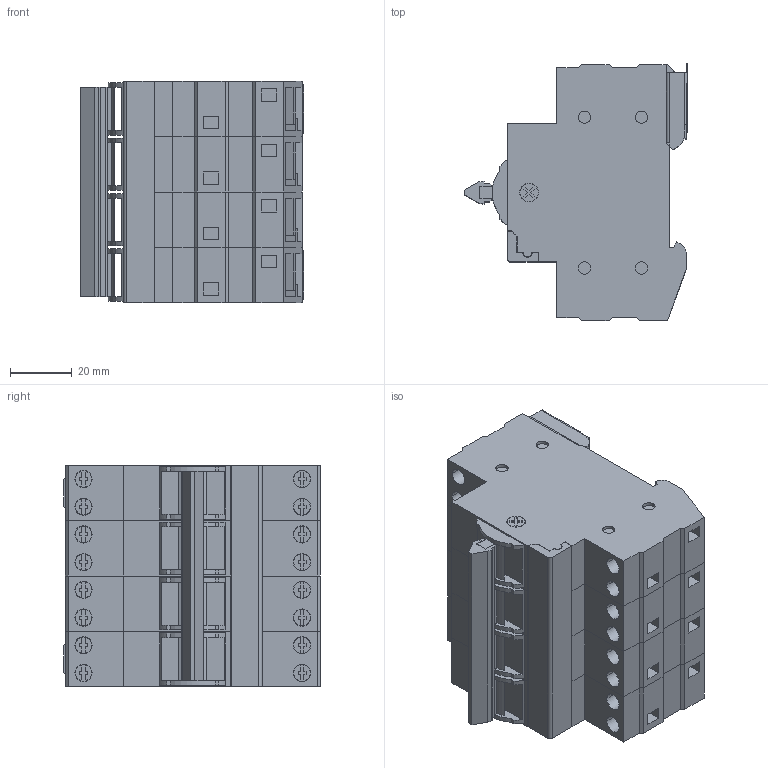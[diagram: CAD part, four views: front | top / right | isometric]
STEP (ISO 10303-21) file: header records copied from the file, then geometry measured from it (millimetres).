
FILE_DESCRIPTION (( 'STEP AP203' ), '1' );
FILE_NAME ('Òðåõïîçèöèîííûé ïåðåêëþ÷àòåëü EKF PROxima 4P.STEP', '2022-12-05T08:30:46', ( '' ), ( '' ), 'SwSTEP 2.0', 'SolidWorks 2021', '' );
FILE_SCHEMA (( 'CONFIG_CONTROL_DESIGN' ));
Length unit declared in the file: millimetre
Products named in the file (11): _____4.STEP_00; ___________ ____________(4_________).STEP_00; Òðåõïîçèöèîííûé ïåðåêëþ÷àòåëü EKF PROxima 4P; _______________ _____________ EKF Basic 1P___-1.STEP_00; _______________ _____________ EKF Basic 1P___-2.STEP_00; _______________ _____________ EKF Basic 1P___-3.STEP_00; _______.STEP_00; ______(04).STEP_00; _______________ _____________ EKF Basic 1P___.STEP_00; ______ _____(02).STEP_00; _______________ _____________.STEP_00
Assembly tree (30 placements, depth 3):
  Òðåõïîçèöèîííûé ïåðåêëþ÷àòåëü EKF PROxima 4P
    _______________ _____________ EKF Basic 1P___.STEP_00
      _______________ _____________.STEP_00
      ______ _____(02).STEP_00  x4
      _____4.STEP_00
      _______.STEP_00
    _______________ _____________ EKF Basic 1P___-1.STEP_00
      _______________ _____________.STEP_00
      ______ _____(02).STEP_00  x4
    _______________ _____________ EKF Basic 1P___-2.STEP_00
      _______________ _____________.STEP_00
      ______ _____(02).STEP_00  x4
    _______________ _____________ EKF Basic 1P___-3.STEP_00
      _______________ _____________.STEP_00
      ______ _____(02).STEP_00  x4
      _____4.STEP_00
      _______.STEP_00
    ___________ ____________(4_________).STEP_00
    ______(04).STEP_00
Bounding box: 72.5 x 83.5 x 72 mm (x, y, z)
Volume: 273611.7 mm3; surface area: 71874.2 mm2
Topology: 26 solids, 26 shells, 1284 faces, 3320 edges, 2176 vertices
Faces by surface type: plane 1025, cylinder 255, bspline 4
Entity records: 12966 total; most frequent: CARTESIAN_POINT 2855, DIRECTION 1761, ORIENTED_EDGE 1722, EDGE_CURVE 861, LINE 701, VECTOR 701, VERTEX_POINT 558, AXIS2_PLACEMENT_3D 530
